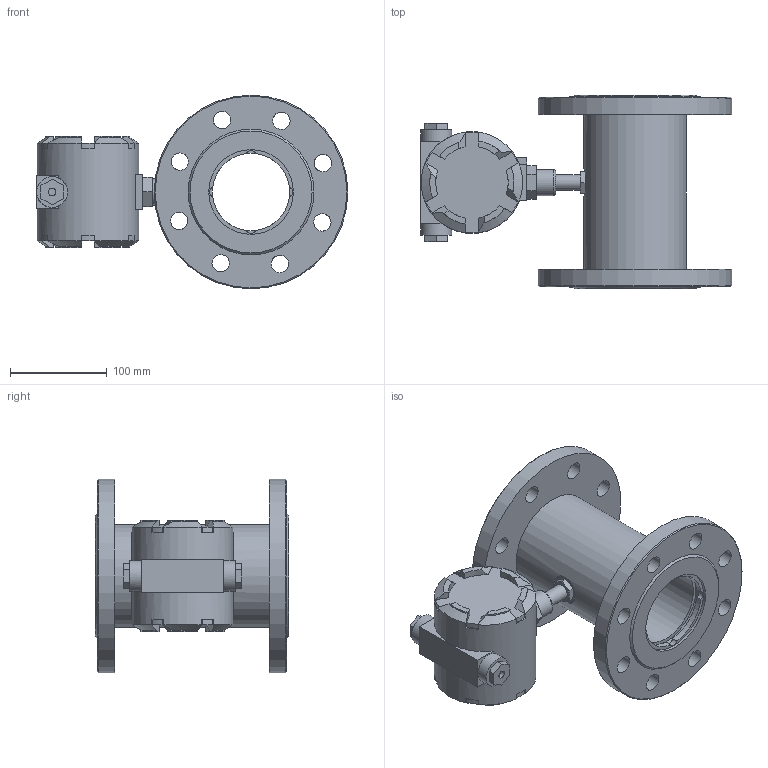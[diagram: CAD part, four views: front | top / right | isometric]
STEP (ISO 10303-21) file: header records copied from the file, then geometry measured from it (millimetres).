
FILE_DESCRIPTION(/* description */ (''),/* implementation_level */ '2;1');
FILE_NAME(/* name */ '_3D_FM110-080F-口径DN80-法兰连接.stp',/* time_stamp */ '2023-11-04T15:47:19+08:00',/* author */ (''),/* organization */ (''),/* preprocessor_version */ 'ST-DEVELOPER v16.7',/* originating_system */ 'SIEMENS PLM Software NX 12.0',/* authorisation */ '');
FILE_SCHEMA (('AUTOMOTIVE_DESIGN { 1 0 10303 214 3 1 1 1 }'));
Length unit declared in the file: millimetre
Products named in the file (1): Mayn41A4DC3Fkp3h
Bounding box: 322 x 200 x 200 mm (x, y, z)
Volume: 2446018.3 mm3; surface area: 316416.4 mm2
Topology: 5 solids, 5 shells, 1402 faces, 3830 edges, 2546 vertices
Faces by surface type: plane 744, extrusion 504, cylinder 108, cone 36, torus 6, bspline 4
Full cylindrical faces by diameter (mm): 3.3 x1, 8 x2, 16 x1, 16.5 x1, 18 x16, 18.5 x1, 20 x2, 27 x1, 32 x2, 68 x1, 80 x1, 86 x2, 87.347 x2, 105 x1, 106 x1, 200 x2
Entity records: 47348 total; most frequent: CARTESIAN_POINT 14054, ORIENTED_EDGE 7494, DIRECTION 5205, EDGE_CURVE 3747, VECTOR 2815, VERTEX_POINT 2512, LINE 2311, B_SPLINE_CURVE_WITH_KNOTS 1640
